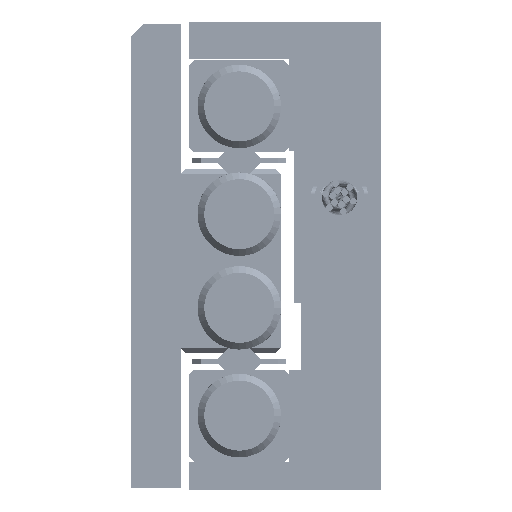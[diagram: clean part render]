
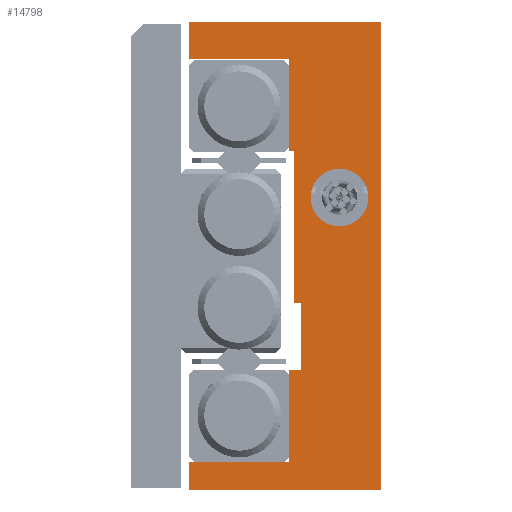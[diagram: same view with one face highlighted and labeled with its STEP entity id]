
A CAD part, left-side view. The second image highlights one B-rep face of the part: STEP entity #14798.
In plain terms, the highlighted planar face has unit normal (-1, 0, 0).
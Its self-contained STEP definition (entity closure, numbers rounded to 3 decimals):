
#282 = PLANE ( 'NONE',  #54862 ) ;
#665 = LINE ( 'NONE', #7511, #33085 ) ;
#760 = LINE ( 'NONE', #18929, #2492 ) ;
#888 = CARTESIAN_POINT ( 'NONE',  ( -60., 4.8, -2.8 ) ) ;
#1265 = LINE ( 'NONE', #33454, #66695 ) ;
#2492 = VECTOR ( 'NONE', #49929, 1000. ) ;
#2835 = VERTEX_POINT ( 'NONE', #20092 ) ;
#2946 = EDGE_CURVE ( 'NONE', #35084, #69219, #7975, .T. ) ;
#3689 = ORIENTED_EDGE ( 'NONE', *, *, #31614, .F. ) ;
#3885 = EDGE_CURVE ( 'NONE', #57064, #11305, #65166, .T. ) ;
#6287 = VERTEX_POINT ( 'NONE', #46526 ) ;
#6333 = FACE_BOUND ( 'NONE', #69426, .T. ) ;
#6430 = ORIENTED_EDGE ( 'NONE', *, *, #69469, .T. ) ;
#6996 = CARTESIAN_POINT ( 'NONE',  ( -60., 0., -14. ) ) ;
#7250 = CARTESIAN_POINT ( 'NONE',  ( -60., 5.5, 6.3 ) ) ;
#7511 = CARTESIAN_POINT ( 'NONE',  ( -60., 5.2, 6.3 ) ) ;
#7975 = LINE ( 'NONE', #39376, #66444 ) ;
#8331 = DIRECTION ( 'NONE',  ( 0., -1., 0. ) ) ;
#8425 = VERTEX_POINT ( 'NONE', #70372 ) ;
#8852 = ORIENTED_EDGE ( 'NONE', *, *, #55960, .F. ) ;
#9258 = EDGE_CURVE ( 'NONE', #56429, #35285, #18707, .T. ) ;
#9938 = CARTESIAN_POINT ( 'NONE',  ( -60., 4.8, -2.8 ) ) ;
#10159 = VECTOR ( 'NONE', #36810, 1000. ) ;
#11305 = VERTEX_POINT ( 'NONE', #27261 ) ;
#13845 = CARTESIAN_POINT ( 'NONE',  ( -60., 0., -14. ) ) ;
#14508 = CIRCLE ( 'NONE', #44162, 1.727 ) ;
#14798 = ADVANCED_FACE ( 'NONE', ( #61563, #6333 ), #282, .F. ) ;
#16604 = VERTEX_POINT ( 'NONE', #38131 ) ;
#17698 = VECTOR ( 'NONE', #34494, 1000. ) ;
#18707 = LINE ( 'NONE', #6996, #10159 ) ;
#18929 = CARTESIAN_POINT ( 'NONE',  ( -60., 4.8, -6.8 ) ) ;
#18950 = VECTOR ( 'NONE', #8331, 1000. ) ;
#19073 = ORIENTED_EDGE ( 'NONE', *, *, #64575, .F. ) ;
#19202 = ORIENTED_EDGE ( 'NONE', *, *, #29974, .T. ) ;
#20092 = CARTESIAN_POINT ( 'NONE',  ( -60., 5.5, -12.3 ) ) ;
#21641 = VECTOR ( 'NONE', #56170, 1000. ) ;
#21664 = CARTESIAN_POINT ( 'NONE',  ( -60., 5.5, 14. ) ) ;
#26224 = DIRECTION ( 'NONE',  ( 0., 0., 1. ) ) ;
#26368 = CARTESIAN_POINT ( 'NONE',  ( -60., 5.5, 11.8 ) ) ;
#27261 = CARTESIAN_POINT ( 'NONE',  ( -60., 5.2, -2.8 ) ) ;
#27519 = EDGE_CURVE ( 'NONE', #2835, #48095, #43248, .T. ) ;
#27658 = LINE ( 'NONE', #21664, #18950 ) ;
#28750 = VECTOR ( 'NONE', #59295, 1000. ) ;
#29008 = ORIENTED_EDGE ( 'NONE', *, *, #9258, .T. ) ;
#29974 = EDGE_CURVE ( 'NONE', #2835, #39019, #50697, .T. ) ;
#31054 = AXIS2_PLACEMENT_3D ( 'NONE', #47125, #76611, #57638 ) ;
#31535 = CARTESIAN_POINT ( 'NONE',  ( -60., 5.5, -14. ) ) ;
#31614 = EDGE_CURVE ( 'NONE', #41238, #57064, #760, .T. ) ;
#32395 = DIRECTION ( 'NONE',  ( 0., -1., 0. ) ) ;
#33085 = VECTOR ( 'NONE', #61562, 1000. ) ;
#33454 = CARTESIAN_POINT ( 'NONE',  ( -60., 5.5, -14. ) ) ;
#33600 = ORIENTED_EDGE ( 'NONE', *, *, #2946, .T. ) ;
#33761 = ORIENTED_EDGE ( 'NONE', *, *, #41850, .F. ) ;
#34038 = VECTOR ( 'NONE', #70238, 1000. ) ;
#34086 = CARTESIAN_POINT ( 'NONE',  ( -60., 0., 14. ) ) ;
#34494 = DIRECTION ( 'NONE',  ( 0., 1., 0. ) ) ;
#35084 = VERTEX_POINT ( 'NONE', #58190 ) ;
#35285 = VERTEX_POINT ( 'NONE', #34086 ) ;
#36027 = EDGE_CURVE ( 'NONE', #69219, #16604, #37286, .T. ) ;
#36245 = CARTESIAN_POINT ( 'NONE',  ( -60., 2.5, 5.227 ) ) ;
#36289 = ORIENTED_EDGE ( 'NONE', *, *, #66085, .T. ) ;
#36810 = DIRECTION ( 'NONE',  ( 0., 0., 1. ) ) ;
#37286 = LINE ( 'NONE', #26368, #77865 ) ;
#37304 = ORIENTED_EDGE ( 'NONE', *, *, #36027, .T. ) ;
#38131 = CARTESIAN_POINT ( 'NONE',  ( -60., 5.5, 11.8 ) ) ;
#39019 = VERTEX_POINT ( 'NONE', #50520 ) ;
#39376 = CARTESIAN_POINT ( 'NONE',  ( -60., 11.5, 14. ) ) ;
#39450 = ORIENTED_EDGE ( 'NONE', *, *, #40084, .F. ) ;
#39786 = CARTESIAN_POINT ( 'NONE',  ( -60., 5.5, -12.3 ) ) ;
#40084 = EDGE_CURVE ( 'NONE', #11305, #57606, #665, .T. ) ;
#41022 = CARTESIAN_POINT ( 'NONE',  ( -60., 11.5, -14. ) ) ;
#41238 = VERTEX_POINT ( 'NONE', #78750 ) ;
#41850 = EDGE_CURVE ( 'NONE', #8425, #16604, #1265, .T. ) ;
#41917 = LINE ( 'NONE', #46767, #28750 ) ;
#43248 = LINE ( 'NONE', #31535, #21641 ) ;
#43378 = DIRECTION ( 'NONE',  ( 1., 0., 0. ) ) ;
#43856 = CARTESIAN_POINT ( 'NONE',  ( -60., 5.5, -6.8 ) ) ;
#44140 = VERTEX_POINT ( 'NONE', #36245 ) ;
#44162 = AXIS2_PLACEMENT_3D ( 'NONE', #51703, #76354, #64231 ) ;
#44171 = CARTESIAN_POINT ( 'NONE',  ( -60., 5.5, -14. ) ) ;
#45578 = VECTOR ( 'NONE', #77203, 1000. ) ;
#45843 = DIRECTION ( 'NONE',  ( 0., 1., 0. ) ) ;
#46247 = DIRECTION ( 'NONE',  ( 0., 0., -1. ) ) ;
#46412 = LINE ( 'NONE', #58937, #34038 ) ;
#46526 = CARTESIAN_POINT ( 'NONE',  ( -60., 2.5, 1.773 ) ) ;
#46767 = CARTESIAN_POINT ( 'NONE',  ( -60., 5.5, -6.8 ) ) ;
#46902 = ORIENTED_EDGE ( 'NONE', *, *, #27519, .F. ) ;
#47125 = CARTESIAN_POINT ( 'NONE',  ( -60., 2.5, 3.5 ) ) ;
#47321 = CARTESIAN_POINT ( 'NONE',  ( -60., 5.5, -14. ) ) ;
#47430 = EDGE_CURVE ( 'NONE', #6287, #44140, #65843, .T. ) ;
#48095 = VERTEX_POINT ( 'NONE', #43856 ) ;
#48437 = VECTOR ( 'NONE', #61697, 1000. ) ;
#49929 = DIRECTION ( 'NONE',  ( 0., 0., 1. ) ) ;
#50086 = CARTESIAN_POINT ( 'NONE',  ( -60., 11.5, 11.8 ) ) ;
#50520 = CARTESIAN_POINT ( 'NONE',  ( -60., 11.5, -12.3 ) ) ;
#50697 = LINE ( 'NONE', #39786, #60731 ) ;
#51703 = CARTESIAN_POINT ( 'NONE',  ( -60., 2.5, 3.5 ) ) ;
#51752 = LINE ( 'NONE', #47321, #45578 ) ;
#52923 = EDGE_CURVE ( 'NONE', #57606, #8425, #79485, .T. ) ;
#53436 = ORIENTED_EDGE ( 'NONE', *, *, #73984, .F. ) ;
#54862 = AXIS2_PLACEMENT_3D ( 'NONE', #44171, #43378, #68008 ) ;
#55431 = EDGE_LOOP ( 'NONE', ( #3689, #53436, #46902, #19202, #6430, #36289, #29008, #8852, #33600, #37304, #33761, #75640, #39450, #60321 ) ) ;
#55960 = EDGE_CURVE ( 'NONE', #35084, #35285, #27658, .T. ) ;
#56170 = DIRECTION ( 'NONE',  ( 0., 0., 1. ) ) ;
#56429 = VERTEX_POINT ( 'NONE', #13845 ) ;
#57064 = VERTEX_POINT ( 'NONE', #888 ) ;
#57432 = ORIENTED_EDGE ( 'NONE', *, *, #47430, .F. ) ;
#57606 = VERTEX_POINT ( 'NONE', #59400 ) ;
#57638 = DIRECTION ( 'NONE',  ( 0., 0., 1. ) ) ;
#58190 = CARTESIAN_POINT ( 'NONE',  ( -60., 11.5, 14. ) ) ;
#58937 = CARTESIAN_POINT ( 'NONE',  ( -60., 11.5, -14. ) ) ;
#59295 = DIRECTION ( 'NONE',  ( 0., -1., 0. ) ) ;
#59400 = CARTESIAN_POINT ( 'NONE',  ( -60., 5.2, 6.3 ) ) ;
#60321 = ORIENTED_EDGE ( 'NONE', *, *, #3885, .F. ) ;
#60731 = VECTOR ( 'NONE', #45843, 1000. ) ;
#61562 = DIRECTION ( 'NONE',  ( 0., 0., 1. ) ) ;
#61563 = FACE_OUTER_BOUND ( 'NONE', #55431, .T. ) ;
#61697 = DIRECTION ( 'NONE',  ( 0., 1., 0. ) ) ;
#64231 = DIRECTION ( 'NONE',  ( 0., 0., 1. ) ) ;
#64575 = EDGE_CURVE ( 'NONE', #44140, #6287, #14508, .T. ) ;
#65166 = LINE ( 'NONE', #9938, #17698 ) ;
#65843 = CIRCLE ( 'NONE', #31054, 1.727 ) ;
#66085 = EDGE_CURVE ( 'NONE', #74906, #56429, #51752, .T. ) ;
#66444 = VECTOR ( 'NONE', #46247, 1000. ) ;
#66695 = VECTOR ( 'NONE', #26224, 1000. ) ;
#68008 = DIRECTION ( 'NONE',  ( 0., 0., -1. ) ) ;
#69219 = VERTEX_POINT ( 'NONE', #50086 ) ;
#69426 = EDGE_LOOP ( 'NONE', ( #19073, #57432 ) ) ;
#69469 = EDGE_CURVE ( 'NONE', #39019, #74906, #46412, .T. ) ;
#70238 = DIRECTION ( 'NONE',  ( 0., 0., -1. ) ) ;
#70372 = CARTESIAN_POINT ( 'NONE',  ( -60., 5.5, 6.3 ) ) ;
#73984 = EDGE_CURVE ( 'NONE', #48095, #41238, #41917, .T. ) ;
#74906 = VERTEX_POINT ( 'NONE', #41022 ) ;
#75640 = ORIENTED_EDGE ( 'NONE', *, *, #52923, .F. ) ;
#76354 = DIRECTION ( 'NONE',  ( -1., 0., 0. ) ) ;
#76611 = DIRECTION ( 'NONE',  ( -1., 0., 0. ) ) ;
#77203 = DIRECTION ( 'NONE',  ( 0., -1., 0. ) ) ;
#77865 = VECTOR ( 'NONE', #32395, 1000. ) ;
#78750 = CARTESIAN_POINT ( 'NONE',  ( -60., 4.8, -6.8 ) ) ;
#79485 = LINE ( 'NONE', #7250, #48437 ) ;
